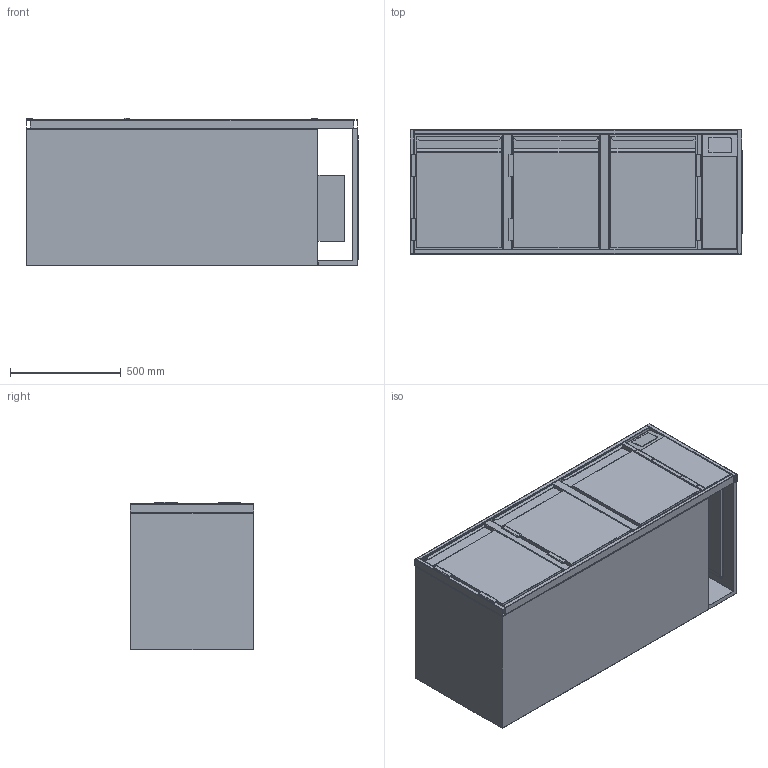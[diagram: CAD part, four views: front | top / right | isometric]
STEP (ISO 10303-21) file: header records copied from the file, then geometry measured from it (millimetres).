
FILE_DESCRIPTION (( 'STEP AP203' ), '1' );
FILE_NAME ('G-KTZ-3-56-R-3T.step', '2024-02-26T13:42:14', ( '' ), ( '' ), 'SwSTEP 2.0', 'SolidWorks 2023', '' );
FILE_SCHEMA (( 'CONFIG_CONTROL_DESIGN' ));
Length unit declared in the file: millimetre
Products named in the file (11): 21-01-47565_G-KT-FRR-560-1500--1320B-180; 24-02-55012_G-KT-Korpus-1320-660-560-R; 20-03-43318_G-KT-Rahmen-Tür-400-560; 20-03-43319_G-KT-Einbauelement-Tür-400-660-560-R; G-KTZ-3-56-R-3T; 20-03-43319_G-KT-Einbauelement-Tür-400-660-560-L; 20-03-43331_G-KT-Auflage-400-660-Ohne-Rost; 20-03-43331_G-KT-Auflage-400-660-mit-Rost; 18-06-35404_TUER-385-505-R; 18-06-35404_TUER-385-505-L; 24-02-55011_G-KT-Fach-Z-R-180-660-560
Assembly tree (14 placements, depth 3):
  G-KTZ-3-56-R-3T
    24-02-55012_G-KT-Korpus-1320-660-560-R
    21-01-47565_G-KT-FRR-560-1500--1320B-180
    24-02-55011_G-KT-Fach-Z-R-180-660-560
    20-03-43319_G-KT-Einbauelement-Tür-400-660-560-L  x2
      20-03-43318_G-KT-Rahmen-Tür-400-560
      18-06-35404_TUER-385-505-L
      20-03-43331_G-KT-Auflage-400-660-Ohne-Rost
      20-03-43331_G-KT-Auflage-400-660-mit-Rost
    20-03-43319_G-KT-Einbauelement-Tür-400-660-560-R
      20-03-43318_G-KT-Rahmen-Tür-400-560
      18-06-35404_TUER-385-505-R
      20-03-43331_G-KT-Auflage-400-660-Ohne-Rost
      20-03-43331_G-KT-Auflage-400-660-mit-Rost
Bounding box: 1501 x 560 x 667.5 mm (x, y, z)
Volume: 155126685 mm3; surface area: 13641622.3 mm2
Topology: 38 solids, 38 shells, 2302 faces, 6152 edges, 3900 vertices
Faces by surface type: cylinder 1454, plane 709, torus 48, sphere 46, bspline 45
Entity records: 36302 total; most frequent: CARTESIAN_POINT 6840, DIRECTION 6109, ORIENTED_EDGE 5674, EDGE_CURVE 2837, AXIS2_PLACEMENT_3D 2275, VERTEX_POINT 1794, VECTOR 1559, LINE 1559
